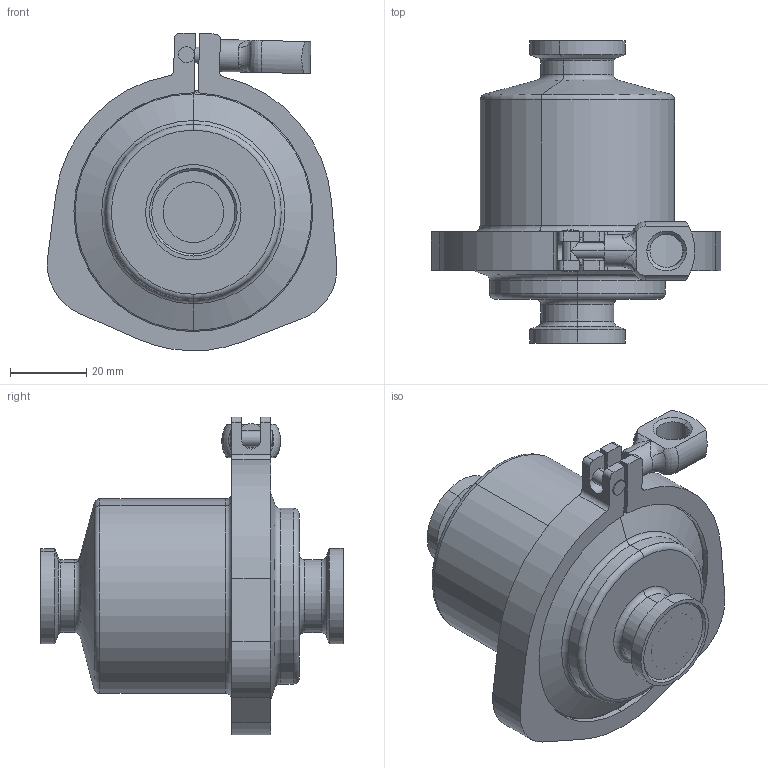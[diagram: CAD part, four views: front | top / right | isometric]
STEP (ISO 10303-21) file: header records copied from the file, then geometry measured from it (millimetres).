
FILE_DESCRIPTION (( 'STEP AP203' ), '1' );
FILE_NAME ('94C-075-C.STEP', '2021-08-19T12:10:00', ( '' ), ( '' ), 'SwSTEP 2.0', 'SolidWorks 2018', '' );
FILE_SCHEMA (( 'CONFIG_CONTROL_DESIGN' ));
Length unit declared in the file: inch
Products named in the file (2): 94C-075-C
Bounding box: 75.85 x 79.2 x 83.21 mm (x, y, z)
Volume: 137149.6 mm3; surface area: 27343.7 mm2
Topology: 1 solids, 3 shells, 142 faces, 357 edges, 217 vertices
Faces by surface type: cylinder 58, plane 33, torus 26, cone 21, bspline 4
Entity records: 4740 total; most frequent: CARTESIAN_POINT 1128, DIRECTION 785, ORIENTED_EDGE 702, EDGE_CURVE 351, AXIS2_PLACEMENT_3D 322, VERTEX_POINT 217, CIRCLE 182, EDGE_LOOP 152
